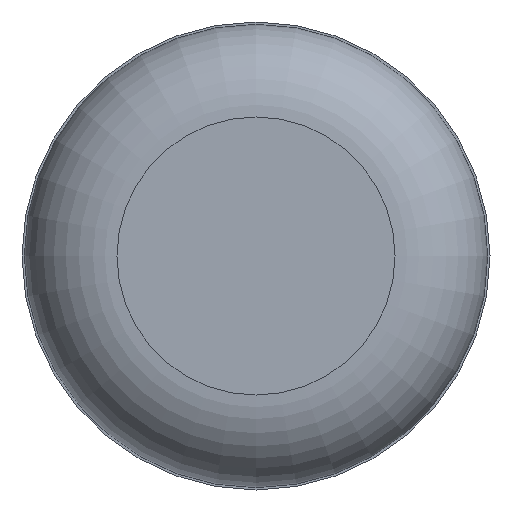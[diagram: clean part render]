
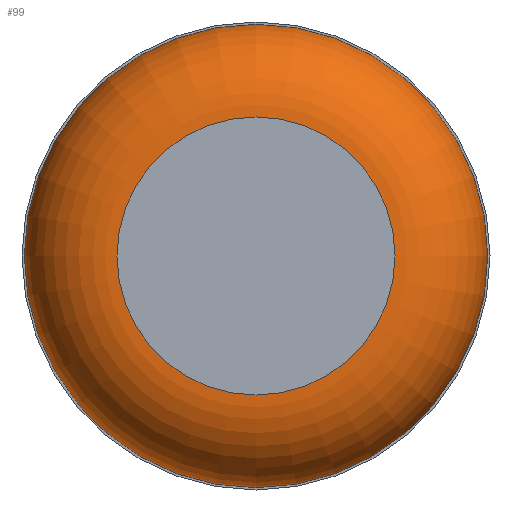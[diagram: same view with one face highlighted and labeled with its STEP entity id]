
A CAD part, front view. The second image highlights one B-rep face of the part: STEP entity #99.
In plain terms, the highlighted toroidal (fillet/blend) face has major radius 0.6 mm and minor radius 0.4 mm.
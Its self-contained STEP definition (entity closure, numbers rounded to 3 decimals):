
#19=TOROIDAL_SURFACE('',#143,0.6,0.4);
#24=ORIENTED_EDGE('',*,*,#37,.T.);
#25=ORIENTED_EDGE('',*,*,#39,.F.);
#37=EDGE_CURVE('',#45,#45,#53,.T.);
#39=EDGE_CURVE('',#47,#47,#55,.T.);
#45=VERTEX_POINT('',#196);
#47=VERTEX_POINT('',#202);
#53=CIRCLE('',#140,0.6);
#55=CIRCLE('',#144,1.);
#64=EDGE_LOOP('',(#24));
#65=EDGE_LOOP('',(#25));
#80=FACE_BOUND('',#64,.T.);
#81=FACE_BOUND('',#65,.T.);
#99=ADVANCED_FACE('',(#80,#81),#19,.T.);
#140=AXIS2_PLACEMENT_3D('',#195,#162,#163);
#143=AXIS2_PLACEMENT_3D('',#200,#168,#169);
#144=AXIS2_PLACEMENT_3D('',#201,#170,#171);
#162=DIRECTION('',(0.,1.,0.));
#163=DIRECTION('',(0.,0.,1.));
#168=DIRECTION('',(0.,-1.,0.));
#169=DIRECTION('',(0.,0.,1.));
#170=DIRECTION('',(0.,1.,0.));
#171=DIRECTION('',(0.,0.,1.));
#195=CARTESIAN_POINT('',(-7.374,15.262,3.095));
#196=CARTESIAN_POINT('',(-7.374,15.262,3.695));
#200=CARTESIAN_POINT('',(-7.374,15.662,3.095));
#201=CARTESIAN_POINT('',(-7.374,15.662,3.095));
#202=CARTESIAN_POINT('',(-7.374,15.662,4.095));
